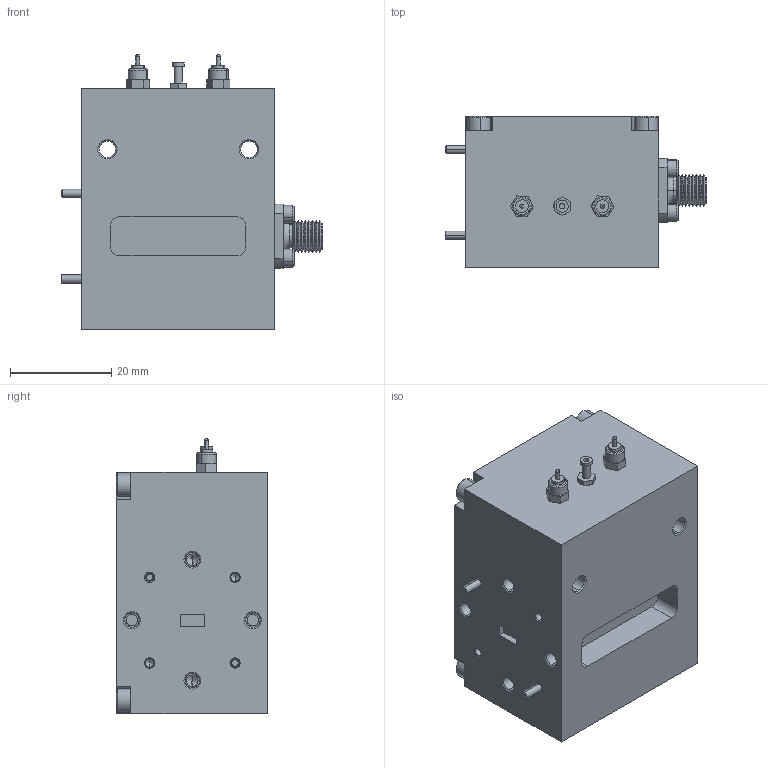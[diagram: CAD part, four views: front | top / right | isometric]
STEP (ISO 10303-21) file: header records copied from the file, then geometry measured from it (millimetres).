
FILE_DESCRIPTION(('FreeCAD Model'),'2;1');
FILE_NAME('Open CASCADE Shape Model','2022-05-09T12:57:33',('Author'),( ''),'Open CASCADE STEP processor 7.5','FreeCAD','Unknown');
FILE_SCHEMA(('AUTOMOTIVE_DESIGN { 1 0 10303 214 1 1 1 1 }'));
Length unit declared in the file: millimetre
Products named in the file (1): BossExtrude3
Bounding box: 51.69 x 29.84 x 54.28 mm (x, y, z)
Volume: 51237.5 mm3; surface area: 13156.8 mm2
Topology: 1 solids, 30 shells, 702 faces, 1620 edges, 956 vertices
Faces by surface type: plane 248, cylinder 216, cone 208, torus 22, sphere 4, revolution 4
Entity records: 41721 total; most frequent: CARTESIAN_POINT 9339, DIRECTION 6493, LINE 3394, VECTOR 3394, ORIENTED_EDGE 3100, PCURVE 3100, DEFINITIONAL_REPRESENTATION 3100, EDGE_CURVE 1550
